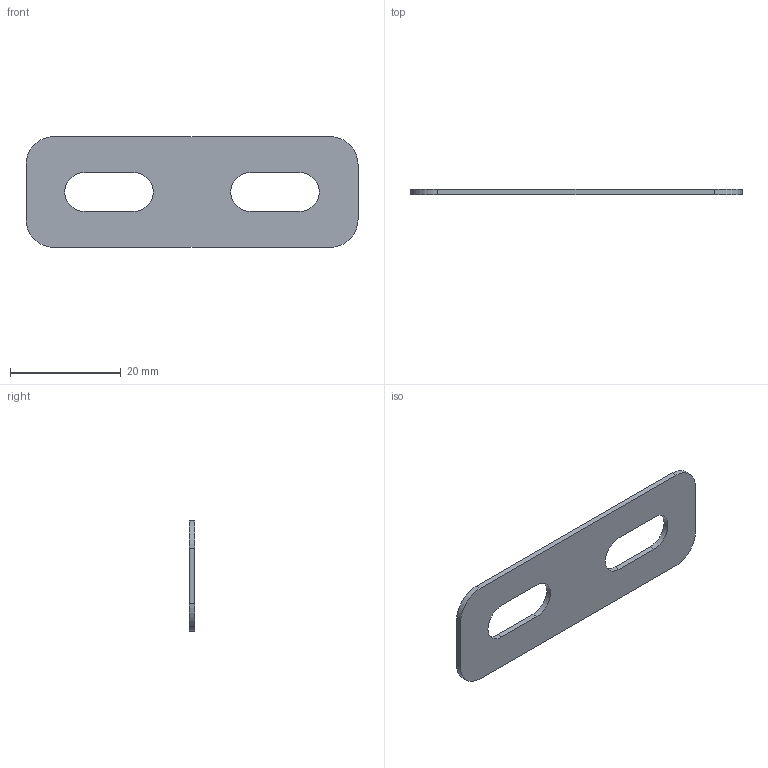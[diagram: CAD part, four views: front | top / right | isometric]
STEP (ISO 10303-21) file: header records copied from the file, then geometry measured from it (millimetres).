
FILE_DESCRIPTION (( 'STEP AP203' ), '1' );
FILE_NAME ('ÊÈÂÀ.197.00.02 Ïëàñòèíà çàçåìëåíèÿ.STEP', '2023-06-09T11:41:43', ( '' ), ( '' ), 'SwSTEP 2.0', 'SolidWorks 2022', '' );
FILE_SCHEMA (( 'CONFIG_CONTROL_DESIGN' ));
Length unit declared in the file: millimetre
Products named in the file (1): КИВА.197.00.02 Пластина заземления
Bounding box: 60 x 1 x 20 mm (x, y, z)
Volume: 939.8 mm3; surface area: 2257.4 mm2
Topology: 1 solids, 1 shells, 81 faces, 207 edges, 138 vertices
Faces by surface type: plane 69, cylinder 12
Entity records: 2510 total; most frequent: CARTESIAN_POINT 427, ORIENTED_EDGE 414, DIRECTION 395, EDGE_CURVE 207, LINE 183, VECTOR 183, VERTEX_POINT 138, AXIS2_PLACEMENT_3D 106
